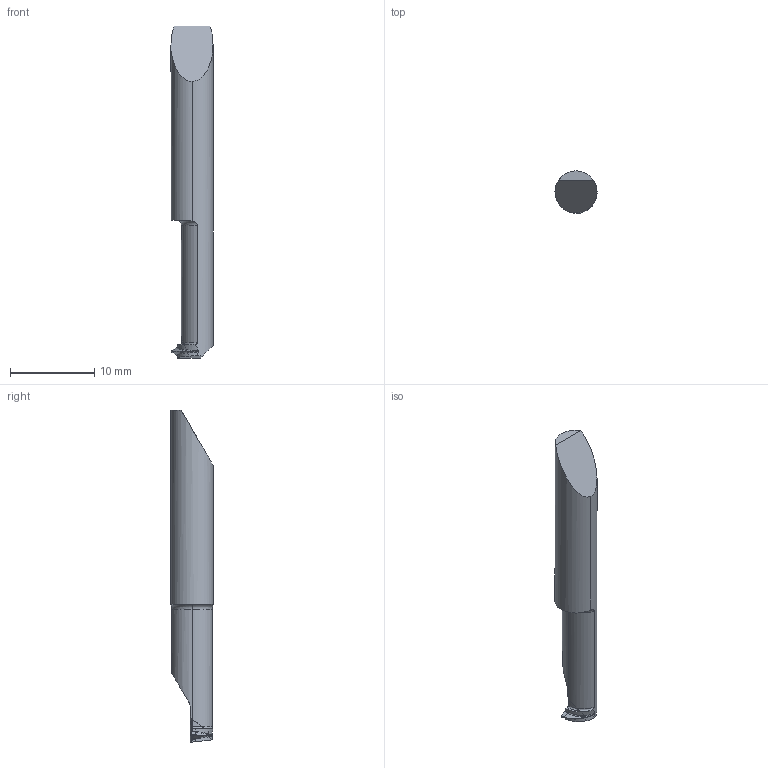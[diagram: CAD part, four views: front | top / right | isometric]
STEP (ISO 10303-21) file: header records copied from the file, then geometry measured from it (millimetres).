
FILE_DESCRIPTION(/* description */ (''),/* implementation_level */ '2;1');
FILE_NAME(/* name */ '1603695754249.stp',/* time_stamp */ '2020-10-26T12:32:40+05:00',/* author */ (''),/* organization */ ('SMS'),/* preprocessor_version */ 'ST-DEVELOPER v16.7',/* originating_system */ 'SIEMENS PLM Software NX 12.0',/* authorisation */ '');
FILE_SCHEMA (('AUTOMOTIVE_DESIGN { 1 0 10303 214 3 1 1 1 }'));
Length unit declared in the file: millimetre
Products named in the file (1): 203194845mod000_00
Bounding box: 5 x 5 x 39.5 mm (x, y, z)
Volume: 591.3 mm3; surface area: 580.6 mm2
Topology: 2 solids, 2 shells, 52 faces, 130 edges, 85 vertices
Faces by surface type: plane 19, bspline 18, torus 7, cylinder 7, cone 1
Entity records: 1987 total; most frequent: CARTESIAN_POINT 835, ORIENTED_EDGE 258, DIRECTION 188, EDGE_CURVE 129, VERTEX_POINT 81, AXIS2_PLACEMENT_3D 74, ADVANCED_FACE 52, FACE_OUTER_BOUND 52
